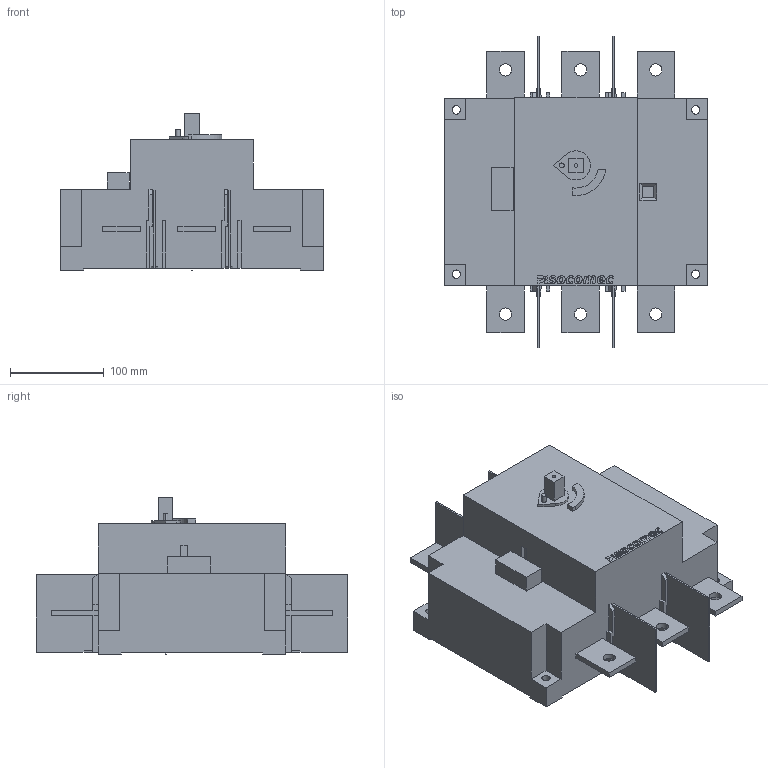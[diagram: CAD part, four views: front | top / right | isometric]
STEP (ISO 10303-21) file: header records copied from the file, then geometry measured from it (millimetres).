
FILE_DESCRIPTION (( 'STEP AP214' ), '1' );
FILE_NAME ('27003060.step', '2016-05-09T12:22:26', ( '' ), ( '' ), 'SwSTEP 2.0', 'SolidWorks 2015', '' );
FILE_SCHEMA (( 'AUTOMOTIVE_DESIGN' ));
Length unit declared in the file: inch
Products named in the file (1): 27003060
Bounding box: 280 x 331.6 x 166.5 mm (x, y, z)
Volume: 6105348.2 mm3; surface area: 322470.7 mm2
Topology: 5 solids, 5 shells, 385 faces, 1043 edges, 694 vertices
Faces by surface type: plane 317, cylinder 36, bspline 32
Entity records: 19155 total; most frequent: CARTESIAN_POINT 4456, ORIENTED_EDGE 2086, DIRECTION 1759, EDGE_CURVE 1043, LINE 907, VECTOR 907, VERTEX_POINT 694, EDGE_LOOP 431
